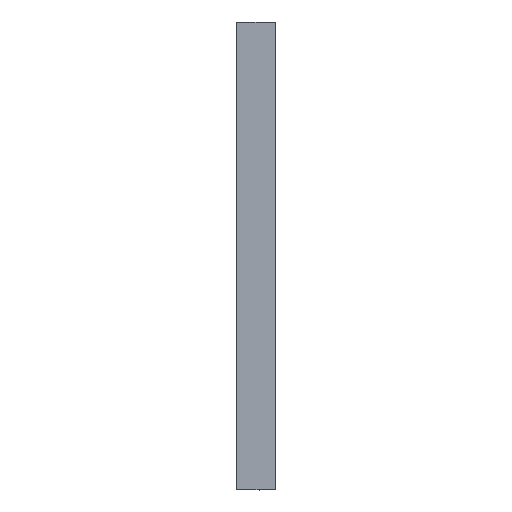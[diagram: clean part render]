
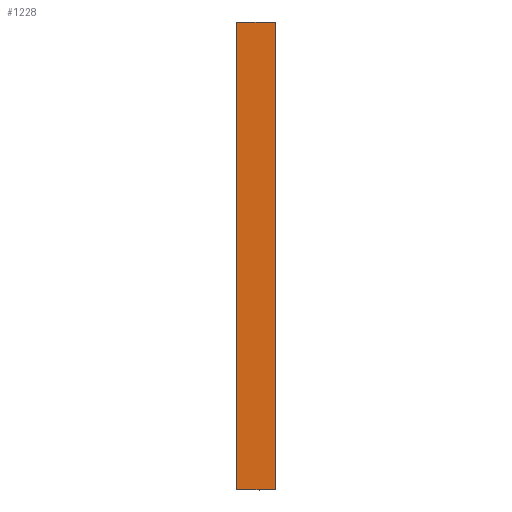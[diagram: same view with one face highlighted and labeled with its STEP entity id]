
A CAD part, left-side view. The second image highlights one B-rep face of the part: STEP entity #1228.
In plain terms, the highlighted planar face has unit normal (-1, 0, 0).
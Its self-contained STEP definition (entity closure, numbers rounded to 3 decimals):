
#10=DIRECTION('',(0.,0.,1.));
#11=VECTOR('',#10,2000.);
#12=CARTESIAN_POINT('',(0.,67.,0.));
#13=LINE('',#12,#11);
#14=DIRECTION('',(0.,1.,0.));
#15=VECTOR('',#14,164.);
#16=CARTESIAN_POINT('',(0.,-97.,
0.));
#17=LINE('',#16,#15);
#22=DIRECTION('',(0.,-1.,0.));
#23=VECTOR('',#22,164.);
#24=CARTESIAN_POINT('',(0.,67.,2000.));
#25=LINE('',#24,#23);
#366=DIRECTION('',(0.,0.,-1.));
#367=VECTOR('',#366,2000.);
#368=CARTESIAN_POINT('',(0.,-97.,2000.));
#369=LINE('',#368,#367);
#970=CARTESIAN_POINT('',(0.,-97.,2000.));
#971=VERTEX_POINT('',#970);
#972=CARTESIAN_POINT('',(0.,67.,2000.));
#973=VERTEX_POINT('',#972);
#977=CARTESIAN_POINT('',(0.,67.,0.));
#979=VERTEX_POINT('',#977);
#1027=CARTESIAN_POINT('',(0.,-97.,0.));
#1029=VERTEX_POINT('',#1027);
#1215=CARTESIAN_POINT('',(0.,-97.,2000.));
#1216=DIRECTION('',(-1.,0.,0.));
#1217=DIRECTION('',(0.,0.,1.));
#1218=AXIS2_PLACEMENT_3D('',#1215,#1216,#1217);
#1219=PLANE('',#1218);
#1220=ORIENTED_EDGE('',*,*,#1106,.T.);
#1221=ORIENTED_EDGE('',*,*,#1095,.T.);
#1223=ORIENTED_EDGE('',*,*,#1222,.T.);
#1225=ORIENTED_EDGE('',*,*,#1224,.T.);
#1226=EDGE_LOOP('',(#1220,#1221,#1223,#1225));
#1227=FACE_OUTER_BOUND('',#1226,.F.);
#1228=ADVANCED_FACE('',(#1227),#1219,.T.);
#1095=EDGE_CURVE('',#979,#973,#13,.T.);
#1106=EDGE_CURVE('',#1029,#979,#17,.T.);
#1222=EDGE_CURVE('',#973,#971,#25,.T.);
#1224=EDGE_CURVE('',#971,#1029,#369,.T.);
